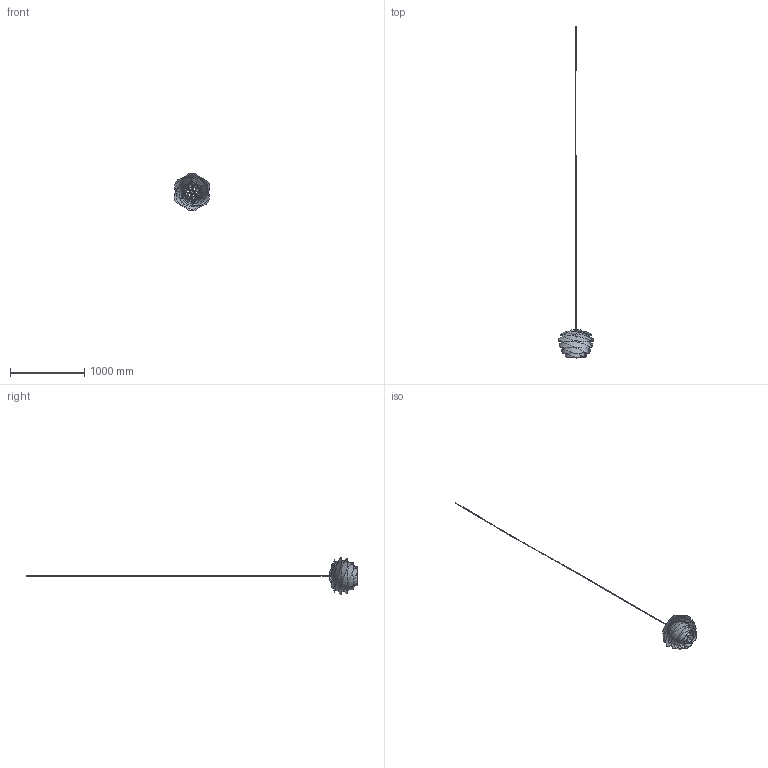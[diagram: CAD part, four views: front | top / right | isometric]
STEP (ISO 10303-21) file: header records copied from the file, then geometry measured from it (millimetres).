
FILE_DESCRIPTION (( 'STEP AP203' ), '1' );
FILE_NAME ('VITA_Carmina.STEP', '2015-10-13T09:42:31', ( '' ), ( '' ), 'SwSTEP 2.0', 'SolidWorks 2015', '' );
FILE_SCHEMA (( 'CONFIG_CONTROL_DESIGN' ));
Length unit declared in the file: millimetre
Products named in the file (1): VITA_Carmina
Bounding box: 475.84 x 4485.2 x 512.58 mm (x, y, z)
Surface area: 1687823.6 mm2 (no closed solid volume)
Topology: 0 solids, 17 shells, 184 faces, 415 edges, 264 vertices
Faces by surface type: cylinder 64, plane 52, bspline 32, torus 30, cone 4, sphere 2
Entity records: 27859 total; most frequent: CARTESIAN_POINT 23772, DIRECTION 862, ORIENTED_EDGE 796, EDGE_CURVE 410, AXIS2_PLACEMENT_3D 361, VERTEX_POINT 261, CIRCLE 208, EDGE_LOOP 195
